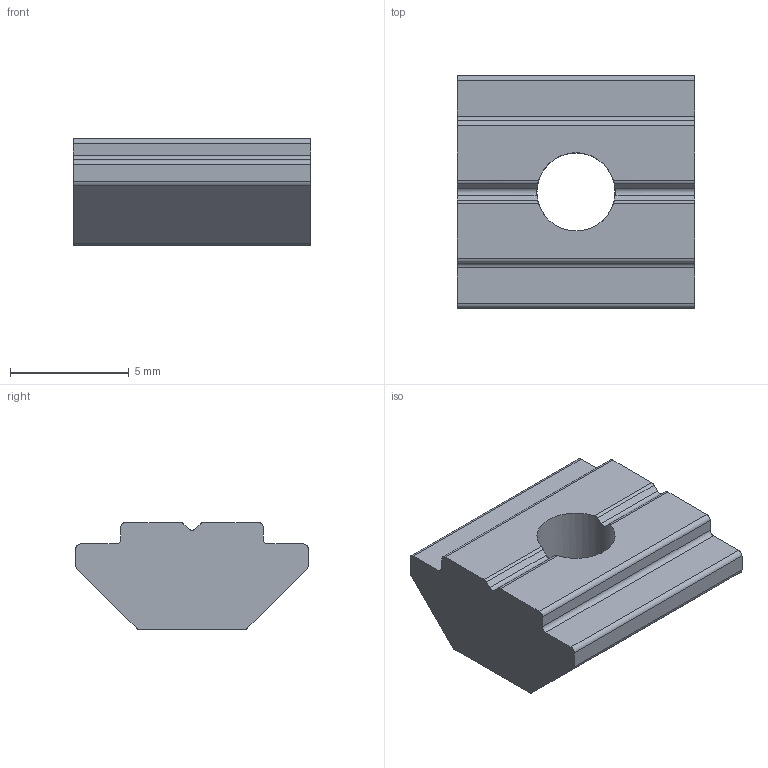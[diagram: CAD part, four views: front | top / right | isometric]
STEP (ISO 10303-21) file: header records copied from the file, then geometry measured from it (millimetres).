
FILE_DESCRIPTION(('STEP AP203'),'1');
FILE_NAME('FIXE06B1123.stp','2025-04-15T06:47:10',(' '),(' '),'Spatial InterOp 3D',' ',' ');
FILE_SCHEMA(('CONFIG_CONTROL_DESIGN'));
Length unit declared in the file: millimetre
Products named in the file (1): Ecrou coulisseau 6-20 St M4
Bounding box: 10 x 9.8 x 4.5 mm (x, y, z)
Volume: 299.5 mm3; surface area: 348.3 mm2
Topology: 1 solids, 1 shells, 34 faces, 99 edges, 66 vertices
Faces by surface type: cylinder 17, plane 17
Full cylindrical faces by diameter (mm): 3.3 x1
Entity records: 1300 total; most frequent: CARTESIAN_POINT 219, DIRECTION 194, ORIENTED_EDGE 194, EDGE_CURVE 97, AXIS2_PLACEMENT_3D 68, VERTEX_POINT 65, LINE 58, VECTOR 58
